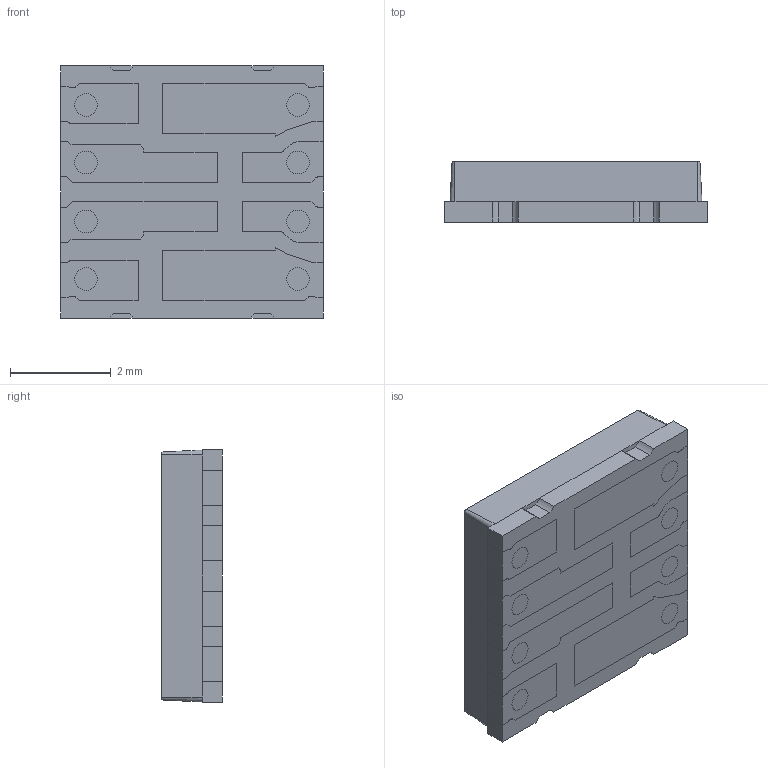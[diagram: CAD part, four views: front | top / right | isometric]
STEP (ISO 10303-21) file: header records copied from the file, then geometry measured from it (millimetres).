
FILE_DESCRIPTION (( 'STEP AP214' ), '1' );
FILE_NAME ('CLQ6A-TKW-C1L1R1H1QBB7935CC3.STEP', '2019-01-08T12:47:34', ( '' ), ( '' ), 'SwSTEP 2.0', 'SolidWorks 2017', '' );
FILE_SCHEMA (( 'AUTOMOTIVE_DESIGN' ));
Length unit declared in the file: millimetre
Products named in the file (1): CLQ6A-TKW-C1L1R1H1QBB7935CC3
Bounding box: 5.2 x 1.2 x 5 mm (x, y, z)
Volume: 29.9 mm3; surface area: 145.8 mm2
Topology: 9 solids, 9 shells, 310 faces, 812 edges, 528 vertices
Faces by surface type: plane 218, cylinder 88, cone 4
Entity records: 9598 total; most frequent: CARTESIAN_POINT 1651, ORIENTED_EDGE 1624, DIRECTION 1618, EDGE_CURVE 812, LINE 628, VECTOR 628, VERTEX_POINT 528, AXIS2_PLACEMENT_3D 495
